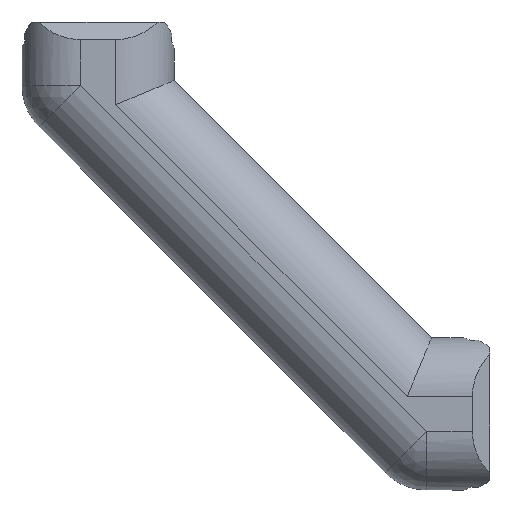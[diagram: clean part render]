
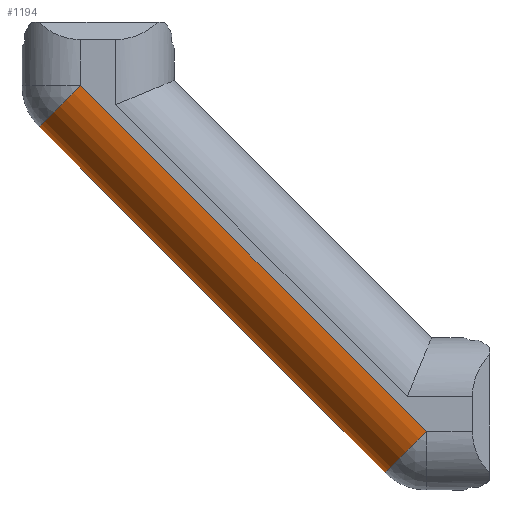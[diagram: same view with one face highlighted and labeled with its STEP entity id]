
A CAD part, front view. The second image highlights one B-rep face of the part: STEP entity #1194.
In plain terms, the highlighted cylindrical face has radius 10 mm (diameter 20 mm), a partial arc.
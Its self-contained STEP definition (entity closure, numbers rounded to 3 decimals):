
#73=CARTESIAN_POINT('',(-10.858,0.0,10.));
#74=VERTEX_POINT('',#73);
#84=CARTESIAN_POINT('',(-17.929,10.0,2.929));
#85=VERTEX_POINT('',#84);
#86=CARTESIAN_POINT('',(-10.858,10.0,10.));
#87=DIRECTION('',(-0.707,0.,0.707));
#88=DIRECTION('',(-0.5,-0.707,-0.5));
#89=AXIS2_PLACEMENT_3D('',#86,#87,#88);
#90=CIRCLE('',#89,10.);
#91=EDGE_CURVE('',#85,#74,#90,.T.);
#876=CARTESIAN_POINT('',(-70.0,0.0,69.142));
#877=VERTEX_POINT('',#876);
#887=CARTESIAN_POINT('',(-77.071,10.0,62.071));
#888=VERTEX_POINT('',#887);
#896=CARTESIAN_POINT('',(-70.0,10.0,69.142));
#897=DIRECTION('',(-0.707,0.,0.707));
#898=DIRECTION('',(-0.5,-0.707,-0.5));
#899=AXIS2_PLACEMENT_3D('',#896,#897,#898);
#900=CIRCLE('',#899,10.);
#901=EDGE_CURVE('',#888,#877,#900,.T.);
#1173=CARTESIAN_POINT('',(-24.179,10.0,23.321));
#1174=DIRECTION('',(0.707,0.0,-0.707));
#1175=DIRECTION('',(-0.5,-0.707,-0.5));
#1176=AXIS2_PLACEMENT_3D('',#1173,#1174,#1175);
#1177=CYLINDRICAL_SURFACE('',#1176,10.0);
#1178=ORIENTED_EDGE('',*,*,#901,.F.);
#1179=CARTESIAN_POINT('',(-17.929,10.0,2.929));
#1180=DIRECTION('',(-0.707,0.0,0.707));
#1181=VECTOR('',#1180,83.64);
#1182=LINE('',#1179,#1181);
#1183=EDGE_CURVE('',#85,#888,#1182,.T.);
#1184=ORIENTED_EDGE('',*,*,#1183,.F.);
#1185=ORIENTED_EDGE('',*,*,#91,.T.);
#1186=CARTESIAN_POINT('',(-70.0,0.0,69.142));
#1187=DIRECTION('',(0.707,0.0,-0.707));
#1188=VECTOR('',#1187,83.64);
#1189=LINE('',#1186,#1188);
#1190=EDGE_CURVE('',#877,#74,#1189,.T.);
#1191=ORIENTED_EDGE('',*,*,#1190,.F.);
#1192=EDGE_LOOP('',(#1178,#1184,#1185,#1191));
#1193=FACE_OUTER_BOUND('',#1192,.T.);
#1194=ADVANCED_FACE('',(#1193),#1177,.T.);
